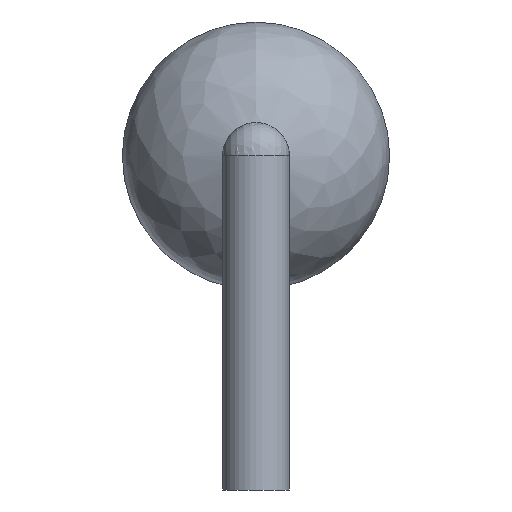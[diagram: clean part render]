
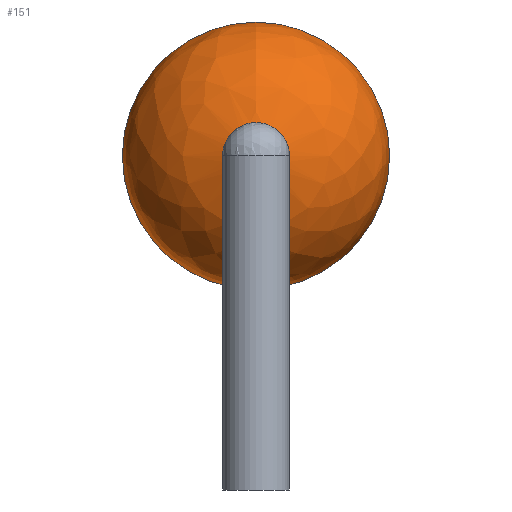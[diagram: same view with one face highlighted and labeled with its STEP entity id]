
A CAD part, left-side view. The second image highlights one B-rep face of the part: STEP entity #151.
In plain terms, the highlighted free-form (B-spline) face has degree [3, 3] with [5, 11] control points.
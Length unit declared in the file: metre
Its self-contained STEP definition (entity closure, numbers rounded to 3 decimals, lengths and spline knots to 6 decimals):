
#16=B_SPLINE_SURFACE_WITH_KNOTS('',3,3,((#335,#336,#337,#338,#339,#340,
#341,#342,#343,#344,#345),(#346,#347,#348,#349,#350,#351,#352,#353,#354,
#355,#356),(#357,#358,#359,#360,#361,#362,#363,#364,#365,#366,#367),(#368,
#369,#370,#371,#372,#373,#374,#375,#376,#377,#378),(#379,#380,#381,#382,
#383,#384,#385,#386,#387,#388,#389)),.UNSPECIFIED.,.F.,.T.,.F.,(4,1,4),
(1,1,1,1,1,1,1,1,1,1,1,1,1,1,1),(3.141593,3.800651,4.459709),
(-2.356194,-1.570796,-0.785398,0.,0.785398,
1.570796,2.356194,3.141593,3.926991,4.712389,
5.497787,6.283185,7.068583,7.853982,8.63938),
 .UNSPECIFIED.);
#25=ORIENTED_EDGE('',*,*,#50,.F.);
#26=ORIENTED_EDGE('',*,*,#53,.T.);
#50=EDGE_CURVE('',#64,#64,#76,.T.);
#53=EDGE_CURVE('',#67,#67,#78,.T.);
#64=VERTEX_POINT('',#330);
#67=VERTEX_POINT('',#391);
#76=CIRCLE('',#257,0.0003);
#78=CIRCLE('',#260,0.0012);
#90=EDGE_LOOP('',(#25));
#91=EDGE_LOOP('',(#26));
#112=FACE_BOUND('',#90,.T.);
#113=FACE_BOUND('',#91,.T.);
#151=ADVANCED_FACE('',(#112,#113),#16,.F.);
#257=AXIS2_PLACEMENT_3D('',#329,#283,#284);
#260=AXIS2_PLACEMENT_3D('',#390,#289,#290);
#283=DIRECTION('',(-1.,0.,0.));
#284=DIRECTION('',(0.,0.,1.));
#289=DIRECTION('',(-1.,0.,0.));
#290=DIRECTION('',(0.,0.,1.));
#329=CARTESIAN_POINT('',(-0.002968,0.,0.));
#330=CARTESIAN_POINT('',(-0.002968,0.,0.0003));
#335=CARTESIAN_POINT('',(-0.002,-0.00094,0.00094));
#336=CARTESIAN_POINT('',(-0.002,0.,0.00133));
#337=CARTESIAN_POINT('',(-0.002,0.00094,0.00094));
#338=CARTESIAN_POINT('',(-0.002,0.00133,0.));
#339=CARTESIAN_POINT('',(-0.002,0.00094,-0.00094));
#340=CARTESIAN_POINT('',(-0.002,0.,-0.00133));
#341=CARTESIAN_POINT('',(-0.002,-0.00094,-0.00094));
#342=CARTESIAN_POINT('',(-0.002,-0.00133,0.));
#343=CARTESIAN_POINT('',(-0.002,-0.00094,0.00094));
#344=CARTESIAN_POINT('',(-0.002,0.,0.00133));
#345=CARTESIAN_POINT('',(-0.002,0.00094,0.00094));
#346=CARTESIAN_POINT('',(-0.00222,-0.000941,0.000941));
#347=CARTESIAN_POINT('',(-0.00222,0.,0.001331));
#348=CARTESIAN_POINT('',(-0.00222,0.000941,0.000941));
#349=CARTESIAN_POINT('',(-0.00222,0.001331,0.));
#350=CARTESIAN_POINT('',(-0.00222,0.000941,-0.000941));
#351=CARTESIAN_POINT('',(-0.00222,0.,-0.001331));
#352=CARTESIAN_POINT('',(-0.00222,-0.000941,-0.000941));
#353=CARTESIAN_POINT('',(-0.00222,-0.001331,0.));
#354=CARTESIAN_POINT('',(-0.00222,-0.000941,0.000941));
#355=CARTESIAN_POINT('',(-0.00222,0.,0.001331));
#356=CARTESIAN_POINT('',(-0.00222,0.000941,0.000941));
#357=CARTESIAN_POINT('',(-0.002658,-0.000798,0.000798));
#358=CARTESIAN_POINT('',(-0.002658,0.,0.001129));
#359=CARTESIAN_POINT('',(-0.002658,0.000798,0.000798));
#360=CARTESIAN_POINT('',(-0.002658,0.001129,0.));
#361=CARTESIAN_POINT('',(-0.002658,0.000798,-0.000798));
#362=CARTESIAN_POINT('',(-0.002658,0.,-0.001129));
#363=CARTESIAN_POINT('',(-0.002658,-0.000798,-0.000798));
#364=CARTESIAN_POINT('',(-0.002658,-0.001129,0.));
#365=CARTESIAN_POINT('',(-0.002658,-0.000798,0.000798));
#366=CARTESIAN_POINT('',(-0.002658,0.,0.001129));
#367=CARTESIAN_POINT('',(-0.002658,0.000798,0.000798));
#368=CARTESIAN_POINT('',(-0.002914,-0.000435,0.000435));
#369=CARTESIAN_POINT('',(-0.002914,0.,0.000616));
#370=CARTESIAN_POINT('',(-0.002914,0.000435,0.000435));
#371=CARTESIAN_POINT('',(-0.002914,0.000616,0.));
#372=CARTESIAN_POINT('',(-0.002914,0.000435,-0.000435));
#373=CARTESIAN_POINT('',(-0.002914,0.,-0.000616));
#374=CARTESIAN_POINT('',(-0.002914,-0.000435,-0.000435));
#375=CARTESIAN_POINT('',(-0.002914,-0.000616,0.));
#376=CARTESIAN_POINT('',(-0.002914,-0.000435,0.000435));
#377=CARTESIAN_POINT('',(-0.002914,0.,0.000616));
#378=CARTESIAN_POINT('',(-0.002914,0.000435,0.000435));
#379=CARTESIAN_POINT('',(-0.002968,-0.000235,0.000235));
#380=CARTESIAN_POINT('',(-0.002968,0.,0.000332));
#381=CARTESIAN_POINT('',(-0.002968,0.000235,0.000235));
#382=CARTESIAN_POINT('',(-0.002968,0.000332,0.));
#383=CARTESIAN_POINT('',(-0.002968,0.000235,-0.000235));
#384=CARTESIAN_POINT('',(-0.002968,0.,-0.000332));
#385=CARTESIAN_POINT('',(-0.002968,-0.000235,-0.000235));
#386=CARTESIAN_POINT('',(-0.002968,-0.000332,0.));
#387=CARTESIAN_POINT('',(-0.002968,-0.000235,0.000235));
#388=CARTESIAN_POINT('',(-0.002968,0.,0.000332));
#389=CARTESIAN_POINT('',(-0.002968,0.000235,0.000235));
#390=CARTESIAN_POINT('',(-0.002,0.,0.));
#391=CARTESIAN_POINT('',(-0.002,0.,0.0012));
